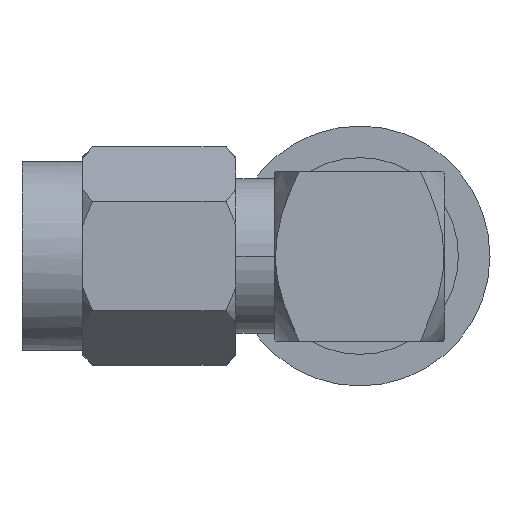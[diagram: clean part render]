
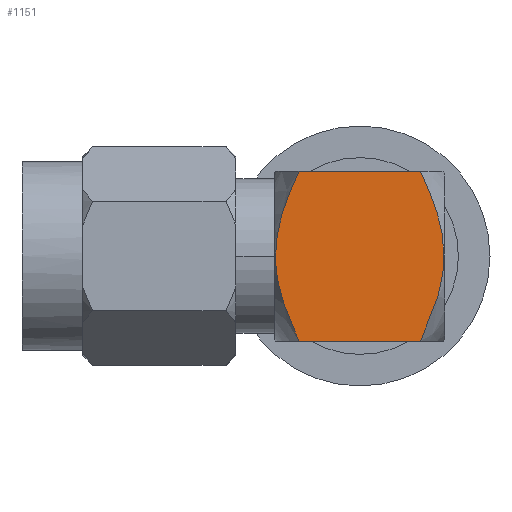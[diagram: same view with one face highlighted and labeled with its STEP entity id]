
A CAD part, front view. The second image highlights one B-rep face of the part: STEP entity #1151.
In plain terms, the highlighted planar face has unit normal (0, -1, 0).
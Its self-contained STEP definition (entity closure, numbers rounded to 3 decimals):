
#9 = DIRECTION ( 'NONE',  ( 0., -1., 0. ) ) ;
#40 = CARTESIAN_POINT ( 'NONE',  ( -6.589, -8.25, 5.585 ) ) ;
#49 = VECTOR ( 'NONE', #1900, 1000. ) ;
#52 = LINE ( 'NONE', #2085, #49 ) ;
#64 = CARTESIAN_POINT ( 'NONE',  ( -6.856, -8.25, 4.708 ) ) ;
#87 = CARTESIAN_POINT ( 'NONE',  ( -6., -8.25, 0. ) ) ;
#147 = VERTEX_POINT ( 'NONE', #1614 ) ;
#149 = CARTESIAN_POINT ( 'NONE',  ( -7., -8.25, 3.5 ) ) ;
#191 = CARTESIAN_POINT ( 'NONE',  ( -6., -8.25, 7. ) ) ;
#217 = CARTESIAN_POINT ( 'NONE',  ( -6.966, -8.25, 3.5 ) ) ;
#222 = CARTESIAN_POINT ( 'NONE',  ( -6.966, -8.25, 4.113 ) ) ;
#258 = DIRECTION ( 'NONE',  ( 1., 0., 0. ) ) ;
#279 = FACE_OUTER_BOUND ( 'NONE', #1014, .T. ) ;
#284 = CARTESIAN_POINT ( 'NONE',  ( -7., -8.25, 7. ) ) ;
#300 = CARTESIAN_POINT ( 'NONE',  ( -6.966, -8.25, 3.5 ) ) ;
#305 = CARTESIAN_POINT ( 'NONE',  ( -6.966, -8.25, 3.5 ) ) ;
#319 = CARTESIAN_POINT ( 'NONE',  ( -6.966, -8.25, 3.346 ) ) ;
#329 = CARTESIAN_POINT ( 'NONE',  ( -6.96, -8.25, 3.189 ) ) ;
#335 = CARTESIAN_POINT ( 'NONE',  ( -6.933, -8.25, 2.881 ) ) ;
#401 = B_SPLINE_CURVE_WITH_KNOTS ( 'NONE', 3,
 ( #2089, #2105, #1993, #1990, #1978, #1973, #1969, #1963, #1941, #1925, #1853, #1840, #1831, #1820, #1814, #1808 ),
 .UNSPECIFIED., .F., .F.,
 ( 4, 2, 2, 2, 2, 2, 2, 4 ),
 ( 0., 0.002, 0.003, 0.003, 0.004, 0.005, 0.006, 0.007 ),
 .UNSPECIFIED. ) ;
#414 = CARTESIAN_POINT ( 'NONE',  ( -6.913, -8.25, 2.729 ) ) ;
#420 = CARTESIAN_POINT ( 'NONE',  ( -6.836, -8.25, 2.278 ) ) ;
#436 = CARTESIAN_POINT ( 'NONE',  ( -1., -8.25, 0. ) ) ;
#442 = AXIS2_PLACEMENT_3D ( 'NONE', #149, #9, #1654 ) ;
#446 = CARTESIAN_POINT ( 'NONE',  ( -6.763, -8.25, 1.984 ) ) ;
#455 = CARTESIAN_POINT ( 'NONE',  ( -6.497, -8.25, 1.116 ) ) ;
#587 = CARTESIAN_POINT ( 'NONE',  ( -6., -8.25, 0. ) ) ;
#594 = CARTESIAN_POINT ( 'NONE',  ( -6.261, -8.25, 0.554 ) ) ;
#646 = B_SPLINE_CURVE_WITH_KNOTS ( 'NONE', 3,
 ( #587, #594, #455, #446, #420, #414, #335, #329, #319, #300 ),
 .UNSPECIFIED., .F., .F.,
 ( 4, 2, 2, 2, 4 ),
 ( 0., 0.002, 0.003, 0.003, 0.004 ),
 .UNSPECIFIED. ) ;
#1014 = EDGE_LOOP ( 'NONE', ( #1257, #1190, #1167, #1132, #1220 ) ) ;
#1027 = VERTEX_POINT ( 'NONE', #436 ) ;
#1132 = ORIENTED_EDGE ( 'NONE', *, *, #1633, .F. ) ;
#1151 = ADVANCED_FACE ( 'NONE', ( #279 ), #1596, .T. ) ;
#1167 = ORIENTED_EDGE ( 'NONE', *, *, #1765, .T. ) ;
#1190 = ORIENTED_EDGE ( 'NONE', *, *, #1378, .T. ) ;
#1220 = ORIENTED_EDGE ( 'NONE', *, *, #1647, .F. ) ;
#1257 = ORIENTED_EDGE ( 'NONE', *, *, #1862, .F. ) ;
#1262 = VERTEX_POINT ( 'NONE', #217 ) ;
#1378 = EDGE_CURVE ( 'NONE', #1653, #1027, #52, .T. ) ;
#1417 = B_SPLINE_CURVE_WITH_KNOTS ( 'NONE', 3,
 ( #305, #222, #64, #40, #2011, #2033, #2014, #1856 ),
 .UNSPECIFIED., .F., .F.,
 ( 4, 2, 2, 4 ),
 ( 0.004, 0.005, 0.006, 0.007 ),
 .UNSPECIFIED. ) ;
#1509 = VERTEX_POINT ( 'NONE', #191 ) ;
#1596 = PLANE ( 'NONE',  #442 ) ;
#1614 = CARTESIAN_POINT ( 'NONE',  ( -1., -8.25, 7. ) ) ;
#1633 = EDGE_CURVE ( 'NONE', #1509, #147, #1986, .T. ) ;
#1647 = EDGE_CURVE ( 'NONE', #1262, #1509, #1417, .T. ) ;
#1653 = VERTEX_POINT ( 'NONE', #87 ) ;
#1654 = DIRECTION ( 'NONE',  ( -1., 0., 0. ) ) ;
#1765 = EDGE_CURVE ( 'NONE', #1027, #147, #401, .T. ) ;
#1808 = CARTESIAN_POINT ( 'NONE',  ( -1., -8.25, 7. ) ) ;
#1814 = CARTESIAN_POINT ( 'NONE',  ( -0.869, -8.25, 6.721 ) ) ;
#1820 = CARTESIAN_POINT ( 'NONE',  ( -0.744, -8.25, 6.44 ) ) ;
#1831 = CARTESIAN_POINT ( 'NONE',  ( -0.514, -8.25, 5.87 ) ) ;
#1840 = CARTESIAN_POINT ( 'NONE',  ( -0.409, -8.25, 5.579 ) ) ;
#1853 = CARTESIAN_POINT ( 'NONE',  ( -0.142, -8.25, 4.698 ) ) ;
#1856 = CARTESIAN_POINT ( 'NONE',  ( -6., -8.25, 7. ) ) ;
#1862 = EDGE_CURVE ( 'NONE', #1653, #1262, #646, .T. ) ;
#1900 = DIRECTION ( 'NONE',  ( 1., 0., 0. ) ) ;
#1925 = CARTESIAN_POINT ( 'NONE',  ( -0.032, -8.25, 4.101 ) ) ;
#1941 = CARTESIAN_POINT ( 'NONE',  ( -0.034, -8.25, 3.331 ) ) ;
#1963 = CARTESIAN_POINT ( 'NONE',  ( -0.041, -8.25, 3.175 ) ) ;
#1969 = CARTESIAN_POINT ( 'NONE',  ( -0.069, -8.25, 2.869 ) ) ;
#1973 = CARTESIAN_POINT ( 'NONE',  ( -0.089, -8.25, 2.718 ) ) ;
#1978 = CARTESIAN_POINT ( 'NONE',  ( -0.166, -8.25, 2.269 ) ) ;
#1986 = LINE ( 'NONE', #284, #2029 ) ;
#1990 = CARTESIAN_POINT ( 'NONE',  ( -0.239, -8.25, 1.976 ) ) ;
#1993 = CARTESIAN_POINT ( 'NONE',  ( -0.504, -8.25, 1.111 ) ) ;
#2011 = CARTESIAN_POINT ( 'NONE',  ( -6.484, -8.25, 5.874 ) ) ;
#2014 = CARTESIAN_POINT ( 'NONE',  ( -6.131, -8.25, 6.723 ) ) ;
#2029 = VECTOR ( 'NONE', #258, 1000. ) ;
#2033 = CARTESIAN_POINT ( 'NONE',  ( -6.255, -8.25, 6.443 ) ) ;
#2085 = CARTESIAN_POINT ( 'NONE',  ( -7., -8.25, 0. ) ) ;
#2089 = CARTESIAN_POINT ( 'NONE',  ( -1., -8.25, 0. ) ) ;
#2105 = CARTESIAN_POINT ( 'NONE',  ( -0.74, -8.25, 0.552 ) ) ;
